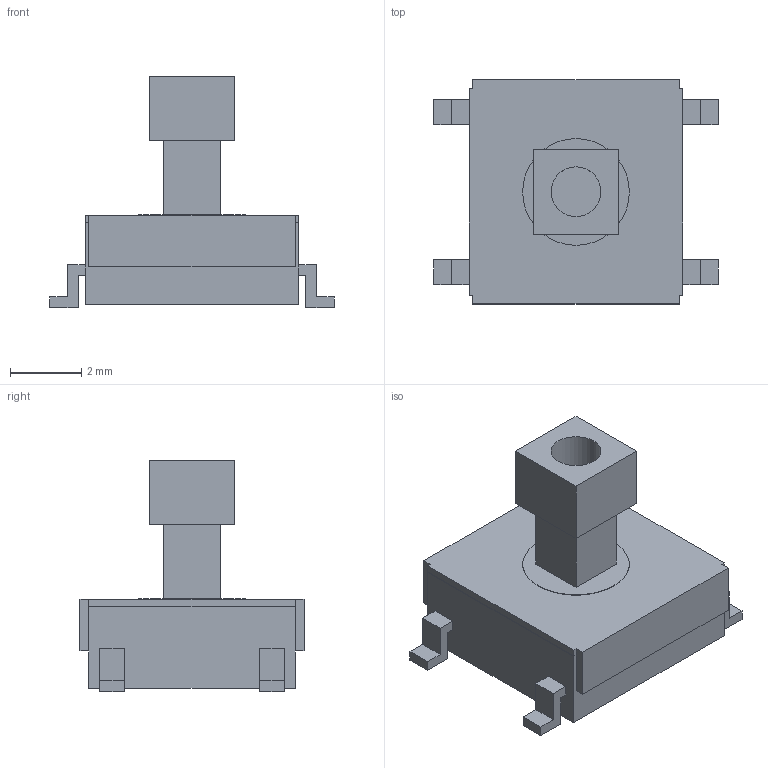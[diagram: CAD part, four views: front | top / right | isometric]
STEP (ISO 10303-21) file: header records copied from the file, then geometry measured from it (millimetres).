
FILE_DESCRIPTION(/* description */ (''),/* implementation_level */ '2;1');
FILE_NAME(/* name */ 'SW_SPST_Omron_B3FS-105xP_pressed.step',/* time_stamp */ '2023-03-07T21:22:56+08:00',/* author */ (''),/* organization */ (''),/* preprocessor_version */ 'ST-DEVELOPER v19.2',/* originating_system */ 'Autodesk Translation Framework v11.17.0.187',/* authorisation */ '');
FILE_SCHEMA (('AUTOMOTIVE_DESIGN { 1 0 10303 214 3 1 1 }'));
Length unit declared in the file: millimetre
Products named in the file (1): SW_SPST_Omron_B3FS-105xP
Bounding box: 8 x 6.3 x 6.5 mm (x, y, z)
Volume: 107 mm3; surface area: 202.2 mm2
Topology: 1 solids, 1 shells, 78 faces, 202 edges, 132 vertices
Faces by surface type: plane 76, cylinder 2
Full cylindrical faces by diameter (mm): 1.4 x1, 3 x1
Entity records: 2466 total; most frequent: CARTESIAN_POINT 413, ORIENTED_EDGE 404, DIRECTION 364, EDGE_CURVE 202, LINE 198, VECTOR 198, VERTEX_POINT 132, EDGE_LOOP 88
